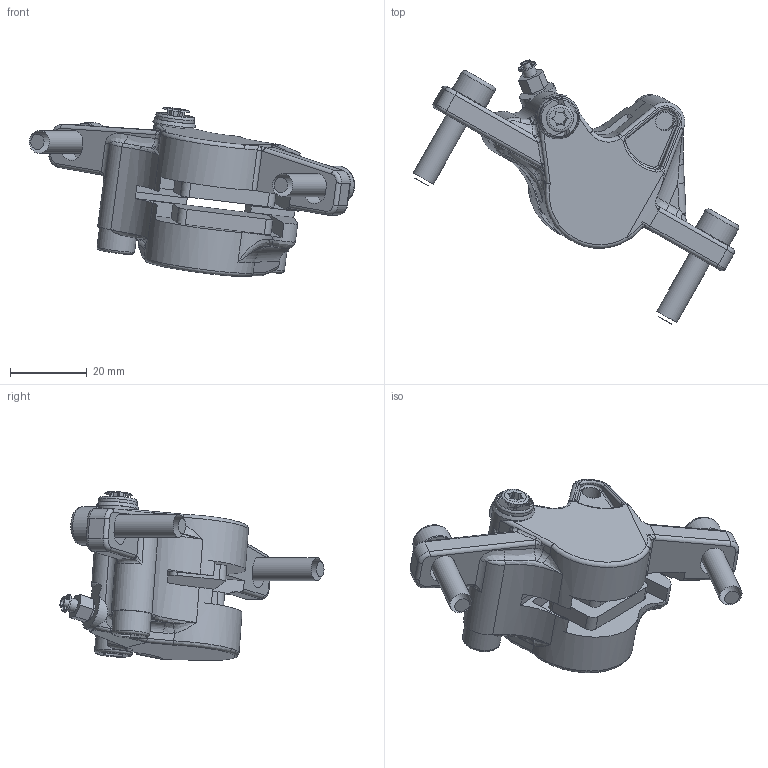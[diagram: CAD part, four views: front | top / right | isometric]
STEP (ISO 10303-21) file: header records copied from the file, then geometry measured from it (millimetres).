
FILE_DESCRIPTION(/* description */ (''),/* implementation_level */ '2;1');
FILE_NAME(/* name */ 'B23[F1].stp',/* time_stamp */ '2023-06-05T20:04:28-05:00',/* author */ ('juanj'),/* organization */ (''),/* preprocessor_version */ 'ST-DEVELOPER v19.2',/* originating_system */ 'Autodesk Inventor 2024',/* authorisation */ '');
FILE_SCHEMA (('AUTOMOTIVE_DESIGN { 1 0 10303 214 3 1 1 }'));
Length unit declared in the file: millimetre
Products named in the file (1): B23[F]
Bounding box: 85 x 68.98 x 44.16 mm (x, y, z)
Volume: 5081.3 mm3; surface area: 15789.2 mm2
Topology: 4 solids, 5 shells, 352 faces, 873 edges, 539 vertices
Faces by surface type: plane 148, cylinder 100, bspline 53, torus 44, cone 6, sphere 1
Full cylindrical faces by diameter (mm): 2 x1, 3.56 x1, 4.7 x1, 4.8 x1, 4.917 x1, 6 x2, 9.9 x2, 10 x2, 10.2 x1, 10.4 x1
Entity records: 13105 total; most frequent: CARTESIAN_POINT 4721, ORIENTED_EDGE 1730, DIRECTION 1694, EDGE_CURVE 866, AXIS2_PLACEMENT_3D 633, VERTEX_POINT 538, LINE 428, VECTOR 428
